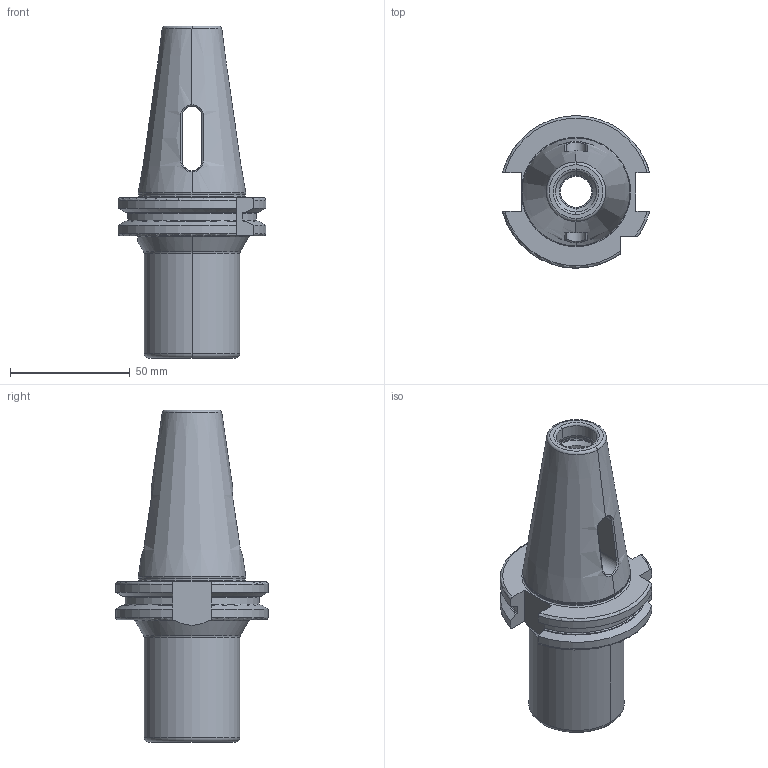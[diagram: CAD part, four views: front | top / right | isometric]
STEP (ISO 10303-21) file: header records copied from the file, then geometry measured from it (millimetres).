
FILE_DESCRIPTION((''),'2;1');
FILE_NAME('402_07_03','2020-09-25T',('104091'),(''),'CREO PARAMETRIC BY PTC INC, 2016260','CREO PARAMETRIC BY PTC INC, 2016260','');
FILE_SCHEMA(('CONFIG_CONTROL_DESIGN'));
Length unit declared in the file: millimetre
Products named in the file (1): 402_07_03
Bounding box: 61.48 x 63.54 x 138.4 mm (x, y, z)
Volume: 133357.7 mm3; surface area: 31014.1 mm2
Topology: 1 solids, 1 shells, 126 faces, 326 edges, 199 vertices
Faces by surface type: torus 35, cylinder 29, plane 26, cone 24, bspline 12
Entity records: 4903 total; most frequent: CARTESIAN_POINT 1878, ORIENTED_EDGE 648, DIRECTION 607, EDGE_CURVE 324, AXIS2_PLACEMENT_3D 244, VERTEX_POINT 199, EDGE_LOOP 131, CIRCLE 127
